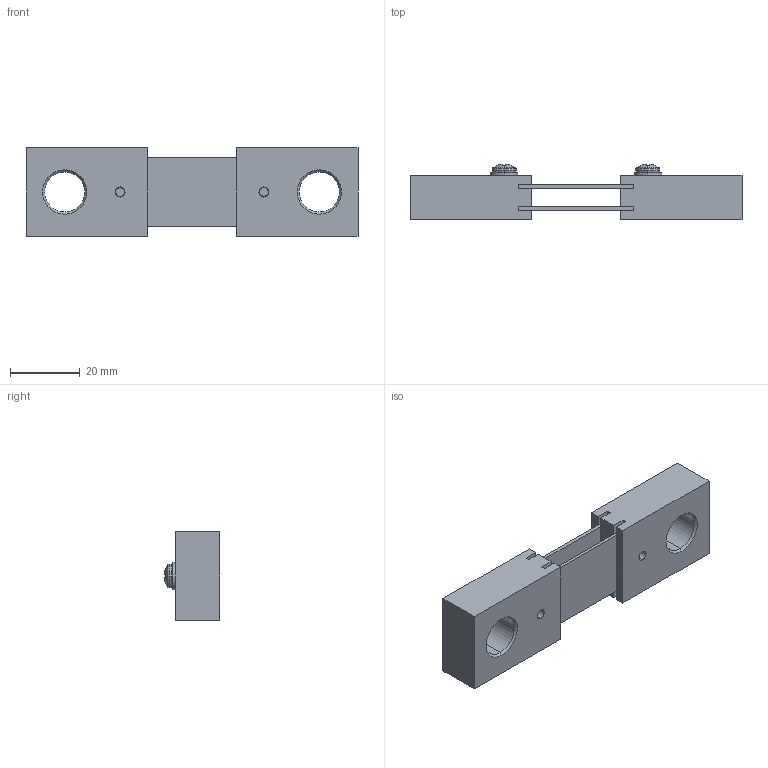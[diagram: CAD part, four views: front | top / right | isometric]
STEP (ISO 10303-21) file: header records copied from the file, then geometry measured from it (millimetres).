
FILE_DESCRIPTION (( 'STEP AP203' ), '1' );
FILE_NAME ('RSW-200-50.STEP', '2024-04-03T17:39:41', ( '' ), ( '' ), 'SwSTEP 2.0', 'SolidWorks 2023', '' );
FILE_SCHEMA (( 'CONFIG_CONTROL_DESIGN' ));
Length unit declared in the file: millimetre
Products named in the file (4): H3100 #6 FLAT WASHER, BR_92916A325; RSW-200-50-B; H4100 6-32x1_4 PH PN, BR_94070A144; RSW-200-50
Assembly tree (5 placements, depth 2):
  RSW-200-50
    RSW-200-50-B
    H3100 #6 FLAT WASHER, BR_92916A325  x2
    H4100 6-32x1_4 PH PN, BR_94070A144  x2
Bounding box: 95.25 x 15.88 x 25.4 mm (x, y, z)
Volume: 20827.7 mm3; surface area: 11462.8 mm2
Topology: 8 solids, 8 shells, 256 faces, 692 edges, 454 vertices
Faces by surface type: cylinder 126, plane 82, cone 30, torus 8, bspline 6, sphere 4
Entity records: 11903 total; most frequent: CARTESIAN_POINT 7759, ORIENTED_EDGE 836, DIRECTION 714, EDGE_CURVE 418, VERTEX_POINT 273, AXIS2_PLACEMENT_3D 254, LINE 206, VECTOR 206
